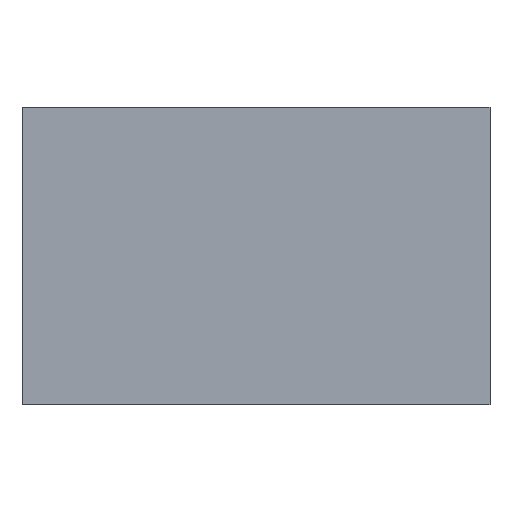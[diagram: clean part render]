
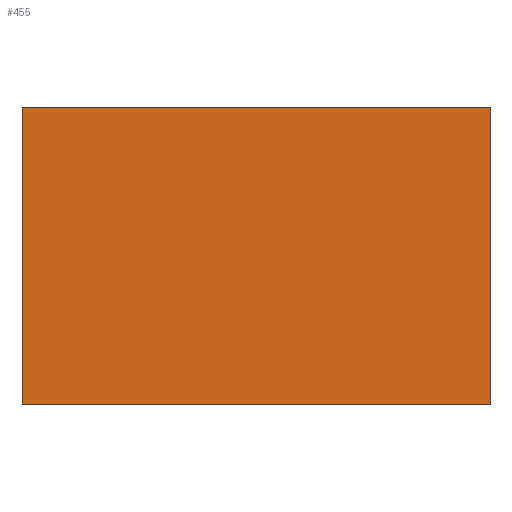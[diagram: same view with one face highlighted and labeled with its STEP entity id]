
A CAD part, top view. The second image highlights one B-rep face of the part: STEP entity #455.
In plain terms, the highlighted planar face has unit normal (0, 0, 1).
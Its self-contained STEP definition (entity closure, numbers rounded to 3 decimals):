
#143=CARTESIAN_POINT('',(-4.001,-2.54,8.096));
#144=VERTEX_POINT('',#143);
#161=CARTESIAN_POINT('',(4.001,-2.54,8.096));
#162=VERTEX_POINT('',#161);
#169=CARTESIAN_POINT('',(4.001,-2.54,8.096));
#170=DIRECTION('',(-1.0,0.0,0.0));
#171=VECTOR('',#170,8.001);
#172=LINE('',#169,#171);
#173=EDGE_CURVE('',#162,#144,#172,.T.);
#425=CARTESIAN_POINT('',(-4.001,0.,8.096));
#426=DIRECTION('',(0.0,0.0,1.0));
#427=DIRECTION('',(1.0,0.0,0.0));
#428=AXIS2_PLACEMENT_3D('',#425,#426,#427);
#429=PLANE('',#428);
#430=CARTESIAN_POINT('',(4.001,2.54,8.096));
#431=VERTEX_POINT('',#430);
#432=CARTESIAN_POINT('',(4.001,-2.54,8.096));
#433=DIRECTION('',(0.0,1.0,0.0));
#434=VECTOR('',#433,5.08);
#435=LINE('',#432,#434);
#436=EDGE_CURVE('',#162,#431,#435,.T.);
#437=ORIENTED_EDGE('',*,*,#436,.T.);
#438=CARTESIAN_POINT('',(-4.001,2.54,8.096));
#439=VERTEX_POINT('',#438);
#440=CARTESIAN_POINT('',(-4.001,2.54,8.096));
#441=DIRECTION('',(1.0,0.0,0.0));
#442=VECTOR('',#441,8.001);
#443=LINE('',#440,#442);
#444=EDGE_CURVE('',#439,#431,#443,.T.);
#445=ORIENTED_EDGE('',*,*,#444,.F.);
#446=CARTESIAN_POINT('',(-4.001,2.54,8.096));
#447=DIRECTION('',(0.0,-1.0,0.0));
#448=VECTOR('',#447,5.08);
#449=LINE('',#446,#448);
#450=EDGE_CURVE('',#439,#144,#449,.T.);
#451=ORIENTED_EDGE('',*,*,#450,.T.);
#452=ORIENTED_EDGE('',*,*,#173,.F.);
#453=EDGE_LOOP('',(#437,#445,#451,#452));
#454=FACE_OUTER_BOUND('',#453,.T.);
#455=ADVANCED_FACE('',(#454),#429,.T.);
